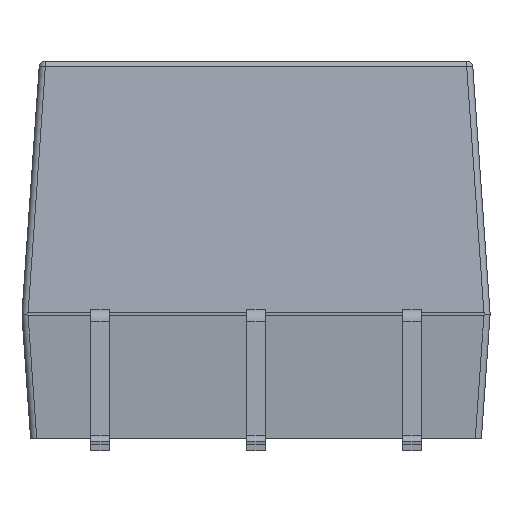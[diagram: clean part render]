
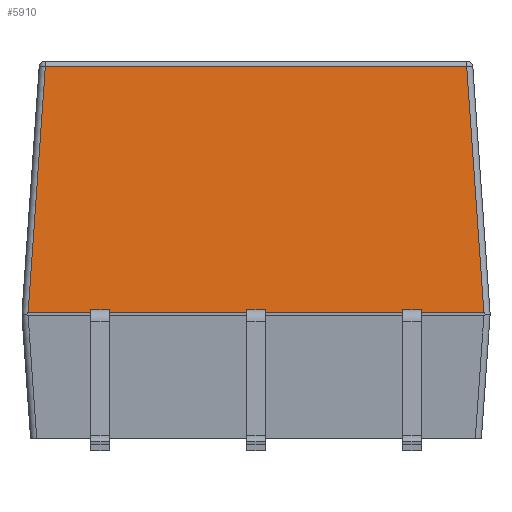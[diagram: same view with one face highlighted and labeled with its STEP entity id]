
A CAD part, front view. The second image highlights one B-rep face of the part: STEP entity #5910.
In plain terms, the highlighted planar face has unit normal (0, -0.998, 0.07).
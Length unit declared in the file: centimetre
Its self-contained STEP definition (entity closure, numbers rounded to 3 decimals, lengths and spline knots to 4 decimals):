
#1301=VERTEX_POINT('',#9555);
#1302=VERTEX_POINT('',#9556);
#1322=VERTEX_POINT('',#9610);
#1326=VERTEX_POINT('',#9628);
#1327=VERTEX_POINT('',#9632);
#1328=VERTEX_POINT('',#9634);
#1329=VERTEX_POINT('',#9636);
#1330=VERTEX_POINT('',#9638);
#1331=VERTEX_POINT('',#9639);
#1332=VERTEX_POINT('',#9641);
#1333=VERTEX_POINT('',#9643);
#1334=VERTEX_POINT('',#9645);
#1335=VERTEX_POINT('',#9646);
#1336=VERTEX_POINT('',#9648);
#1337=VERTEX_POINT('',#9650);
#1338=VERTEX_POINT('',#9652);
#1770=VECTOR('',#6567,1.);
#1791=VECTOR('',#6609,1.);
#1798=VECTOR('',#6627,1.);
#1800=VECTOR('',#6630,1.);
#1801=VECTOR('',#6631,1.);
#1802=VECTOR('',#6632,1.);
#1803=VECTOR('',#6633,1.);
#1804=VECTOR('',#6634,1.);
#1805=VECTOR('',#6635,1.);
#1806=VECTOR('',#6636,1.);
#1807=VECTOR('',#6637,1.);
#1808=VECTOR('',#6638,1.);
#1809=VECTOR('',#6639,1.);
#2256=LINE('',#9554,#1770);
#2277=LINE('',#9609,#1791);
#2284=LINE('',#9627,#1798);
#2286=LINE('',#9631,#1800);
#2287=LINE('',#9633,#1801);
#2288=LINE('',#9635,#1802);
#2289=LINE('',#9637,#1803);
#2290=LINE('',#9640,#1804);
#2291=LINE('',#9642,#1805);
#2292=LINE('',#9644,#1806);
#2293=LINE('',#9647,#1807);
#2294=LINE('',#9649,#1808);
#2295=LINE('',#9651,#1809);
#3038=EDGE_CURVE('',#1301,#1302,#2256,.T.);
#3065=EDGE_CURVE('',#1302,#1322,#2277,.T.);
#3074=EDGE_CURVE('',#1322,#1326,#2284,.T.);
#3076=EDGE_CURVE('',#1326,#1327,#2286,.T.);
#3077=EDGE_CURVE('',#1327,#1328,#2287,.T.);
#3078=EDGE_CURVE('',#1328,#1329,#2288,.T.);
#3079=EDGE_CURVE('',#1329,#1330,#2289,.T.);
#3080=EDGE_CURVE('',#1330,#1331,#2286,.T.);
#3081=EDGE_CURVE('',#1331,#1332,#2290,.T.);
#3082=EDGE_CURVE('',#1332,#1333,#2291,.T.);
#3083=EDGE_CURVE('',#1333,#1334,#2292,.T.);
#3084=EDGE_CURVE('',#1334,#1335,#2286,.T.);
#3085=EDGE_CURVE('',#1336,#1335,#2293,.T.);
#3086=EDGE_CURVE('',#1337,#1336,#2294,.T.);
#3087=EDGE_CURVE('',#1338,#1337,#2295,.T.);
#3088=EDGE_CURVE('',#1338,#1301,#2286,.T.);
#4377=ORIENTED_EDGE('',*,*,#3038,.T.);
#4378=ORIENTED_EDGE('',*,*,#3065,.T.);
#4379=ORIENTED_EDGE('',*,*,#3074,.T.);
#4380=ORIENTED_EDGE('',*,*,#3076,.T.);
#4381=ORIENTED_EDGE('',*,*,#3077,.T.);
#4382=ORIENTED_EDGE('',*,*,#3078,.T.);
#4383=ORIENTED_EDGE('',*,*,#3079,.T.);
#4384=ORIENTED_EDGE('',*,*,#3080,.T.);
#4385=ORIENTED_EDGE('',*,*,#3081,.T.);
#4386=ORIENTED_EDGE('',*,*,#3082,.T.);
#4387=ORIENTED_EDGE('',*,*,#3083,.T.);
#4388=ORIENTED_EDGE('',*,*,#3084,.T.);
#4389=ORIENTED_EDGE('',*,*,#3085,.F.);
#4390=ORIENTED_EDGE('',*,*,#3086,.F.);
#4391=ORIENTED_EDGE('',*,*,#3087,.F.);
#4392=ORIENTED_EDGE('',*,*,#3088,.T.);
#5292=EDGE_LOOP('',(#4377,#4378,#4379,#4380,#4381,#4382,#4383,#4384,#4385,
#4386,#4387,#4388,#4389,#4390,#4391,#4392));
#5602=FACE_BOUND('',#5292,.T.);
#5910=ADVANCED_FACE('',(#5602),#10210,.T.);
#6075=AXIS2_PLACEMENT_3D('',#9630,#6629,$);
#6567=DIRECTION('',(0.,0.07,0.998));
#6609=DIRECTION('',(1.,0.,0.));
#6627=DIRECTION('',(0.,-0.07,-0.998));
#6629=DIRECTION('',(0.,-0.998,0.07));
#6630=DIRECTION('',(1.,0.,0.));
#6631=DIRECTION('',(0.,0.07,0.998));
#6632=DIRECTION('',(1.,0.,0.));
#6633=DIRECTION('',(0.,-0.07,-0.998));
#6634=DIRECTION('',(0.,0.07,0.998));
#6635=DIRECTION('',(1.,0.,0.));
#6636=DIRECTION('',(0.,-0.07,-0.998));
#6637=DIRECTION('',(0.07,-0.07,-0.995));
#6638=DIRECTION('',(1.,0.,0.));
#6639=DIRECTION('',(0.07,0.07,0.995));
#9554=CARTESIAN_POINT('',(-0.269,-0.3466,0.2541));
#9555=CARTESIAN_POINT('',(-0.269,-0.35,0.205));
#9556=CARTESIAN_POINT('',(-0.269,-0.3497,0.21));
#9609=CARTESIAN_POINT('',(-0.1345,-0.3497,0.21));
#9610=CARTESIAN_POINT('',(-0.239,-0.3497,0.21));
#9627=CARTESIAN_POINT('',(-0.239,-0.3466,0.2541));
#9628=CARTESIAN_POINT('',(-0.239,-0.35,0.205));
#9630=CARTESIAN_POINT('',(0.,-0.3357,0.41));
#9631=CARTESIAN_POINT('',(0.,-0.35,0.205));
#9632=CARTESIAN_POINT('',(-0.015,-0.35,0.205));
#9633=CARTESIAN_POINT('',(-0.015,-0.3466,0.2541));
#9634=CARTESIAN_POINT('',(-0.015,-0.3497,0.21));
#9635=CARTESIAN_POINT('',(-0.0075,-0.3497,0.21));
#9636=CARTESIAN_POINT('',(0.015,-0.3497,0.21));
#9637=CARTESIAN_POINT('',(0.015,-0.3466,0.2541));
#9638=CARTESIAN_POINT('',(0.015,-0.35,0.205));
#9639=CARTESIAN_POINT('',(0.239,-0.35,0.205));
#9640=CARTESIAN_POINT('',(0.239,-0.3466,0.2541));
#9641=CARTESIAN_POINT('',(0.239,-0.3497,0.21));
#9642=CARTESIAN_POINT('',(0.1195,-0.3497,0.21));
#9643=CARTESIAN_POINT('',(0.269,-0.3497,0.21));
#9644=CARTESIAN_POINT('',(0.269,-0.3466,0.2541));
#9645=CARTESIAN_POINT('',(0.269,-0.35,0.205));
#9646=CARTESIAN_POINT('',(0.371,-0.35,0.205));
#9647=CARTESIAN_POINT('',(0.355,-0.334,0.4336));
#9648=CARTESIAN_POINT('',(0.343,-0.322,0.6057));
#9649=CARTESIAN_POINT('',(0.,-0.322,0.6057));
#9650=CARTESIAN_POINT('',(-0.343,-0.322,0.6057));
#9651=CARTESIAN_POINT('',(-0.355,-0.334,0.4336));
#9652=CARTESIAN_POINT('',(-0.371,-0.35,0.205));
#10210=PLANE('',#6075);
